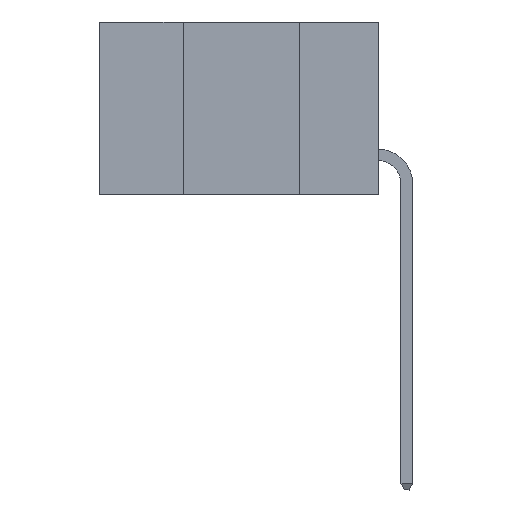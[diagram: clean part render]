
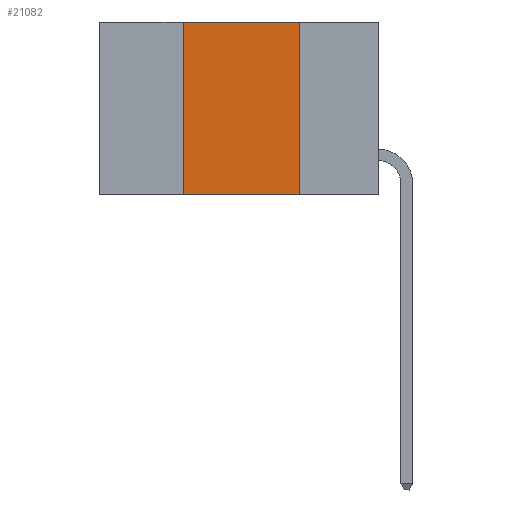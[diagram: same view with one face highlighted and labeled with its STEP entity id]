
A CAD part, left-side view. The second image highlights one B-rep face of the part: STEP entity #21082.
In plain terms, the highlighted planar face has unit normal (-1, 0, 0).
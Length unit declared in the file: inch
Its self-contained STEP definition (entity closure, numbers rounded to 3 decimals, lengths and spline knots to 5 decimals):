
#42 = LINE ( 'NONE', #9858, #19568 ) ;
#1002 = CARTESIAN_POINT ( 'NONE',  ( 0., 0.6, 0. ) ) ;
#1211 = PLANE ( 'NONE',  #10237 ) ;
#1362 = CARTESIAN_POINT ( 'NONE',  ( 0., 0.17, 0. ) ) ;
#2655 = DIRECTION ( 'NONE',  ( 0., 0., 1. ) ) ;
#2990 = CARTESIAN_POINT ( 'NONE',  ( 0., 0.6, 0. ) ) ;
#3041 = ORIENTED_EDGE ( 'NONE', *, *, #3221, .F. ) ;
#3169 = EDGE_CURVE ( 'NONE', #13303, #19141, #9619, .T. ) ;
#3221 = EDGE_CURVE ( 'NONE', #19141, #11612, #12992, .T. ) ;
#4091 = LINE ( 'NONE', #17390, #13896 ) ;
#4953 = DIRECTION ( 'NONE',  ( 0., -1., 0. ) ) ;
#6487 = DIRECTION ( 'NONE',  ( 0., -1., 0. ) ) ;
#8522 = ORIENTED_EDGE ( 'NONE', *, *, #17978, .T. ) ;
#9619 = LINE ( 'NONE', #2990, #12731 ) ;
#9838 = DIRECTION ( 'NONE',  ( 0., 0., -1. ) ) ;
#9858 = CARTESIAN_POINT ( 'NONE',  ( 0., 0.6, -0.37 ) ) ;
#10237 = AXIS2_PLACEMENT_3D ( 'NONE', #1002, #15848, #17594 ) ;
#11612 = VERTEX_POINT ( 'NONE', #19939 ) ;
#12731 = VECTOR ( 'NONE', #4953, 39.37008 ) ;
#12992 = LINE ( 'NONE', #19562, #20421 ) ;
#13303 = VERTEX_POINT ( 'NONE', #20245 ) ;
#13717 = ORIENTED_EDGE ( 'NONE', *, *, #3169, .F. ) ;
#13896 = VECTOR ( 'NONE', #2655, 39.37008 ) ;
#15757 = EDGE_CURVE ( 'NONE', #20132, #13303, #4091, .T. ) ;
#15848 = DIRECTION ( 'NONE',  ( 1., 0., 0. ) ) ;
#17220 = CARTESIAN_POINT ( 'NONE',  ( 0., 0.42, -0.37 ) ) ;
#17390 = CARTESIAN_POINT ( 'NONE',  ( 0., 0.42, -0.37 ) ) ;
#17594 = DIRECTION ( 'NONE',  ( 0., 0., -1. ) ) ;
#17978 = EDGE_CURVE ( 'NONE', #20132, #11612, #42, .T. ) ;
#19141 = VERTEX_POINT ( 'NONE', #1362 ) ;
#19209 = ORIENTED_EDGE ( 'NONE', *, *, #15757, .F. ) ;
#19252 = EDGE_LOOP ( 'NONE', ( #3041, #13717, #19209, #8522 ) ) ;
#19340 = FACE_OUTER_BOUND ( 'NONE', #19252, .T. ) ;
#19562 = CARTESIAN_POINT ( 'NONE',  ( 0., 0.17, -0.37 ) ) ;
#19568 = VECTOR ( 'NONE', #6487, 39.37008 ) ;
#19939 = CARTESIAN_POINT ( 'NONE',  ( 0., 0.17, -0.37 ) ) ;
#20132 = VERTEX_POINT ( 'NONE', #17220 ) ;
#20245 = CARTESIAN_POINT ( 'NONE',  ( 0., 0.42, 0. ) ) ;
#20421 = VECTOR ( 'NONE', #9838, 39.37008 ) ;
#21082 = ADVANCED_FACE ( 'NONE', ( #19340 ), #1211, .F. ) ;
